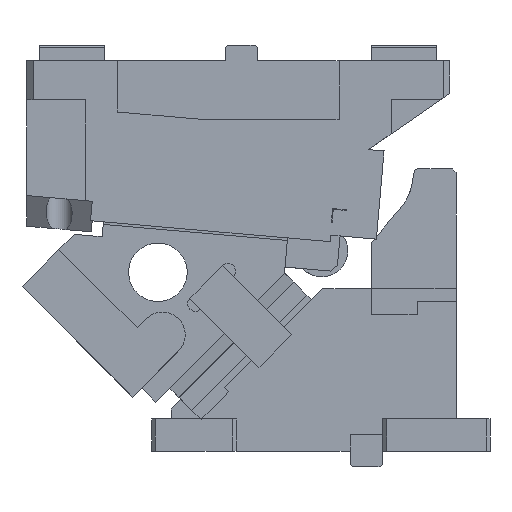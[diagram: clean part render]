
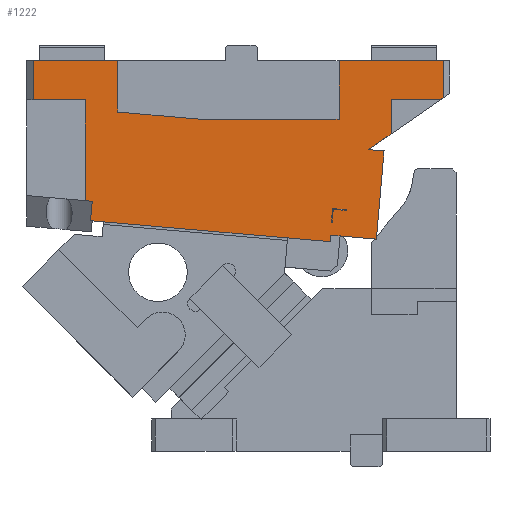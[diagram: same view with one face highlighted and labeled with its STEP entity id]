
A CAD part, left-side view. The second image highlights one B-rep face of the part: STEP entity #1222.
In plain terms, the highlighted planar face has unit normal (-1, 0, 0).
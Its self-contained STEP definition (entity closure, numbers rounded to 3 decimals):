
#150=CARTESIAN_POINT('Vertex',(-111.706,846.832,-68.277)) ;
#248=CARTESIAN_POINT('Vertex',(-111.706,789.467,-28.47)) ;
#251=CARTESIAN_POINT('Line Origine',(-111.706,790.569,-29.235)) ;
#255=CARTESIAN_POINT('Vertex',(-111.706,791.672,-30.)) ;
#276=CARTESIAN_POINT('Vertex',(-111.706,829.467,-56.226)) ;
#279=CARTESIAN_POINT('Line Origine',(-111.706,838.15,-62.252)) ;
#334=CARTESIAN_POINT('Line Origine',(-111.706,840.855,-68.8)) ;
#338=CARTESIAN_POINT('Vertex',(-111.706,834.878,-69.323)) ;
#1014=CARTESIAN_POINT('Vertex',(-111.706,789.467,0.)) ;
#1017=CARTESIAN_POINT('Line Origine',(-111.706,789.467,-14.235)) ;
#1029=CARTESIAN_POINT('Axis2P3D Location',(-111.706,945.321,-58.18)) ;
#1034=CARTESIAN_POINT('Line Origine',(-111.706,829.467,-43.113)) ;
#1038=CARTESIAN_POINT('Vertex',(-111.706,829.467,-30.)) ;
#1041=CARTESIAN_POINT('Line Origine',(-111.706,810.569,-30.)) ;
#1046=CARTESIAN_POINT('Line Origine',(-111.706,829.467,0.)) ;
#1050=CARTESIAN_POINT('Vertex',(-111.706,869.467,0.)) ;
#1053=CARTESIAN_POINT('Line Origine',(-111.706,869.467,-22.5)) ;
#1057=CARTESIAN_POINT('Vertex',(-111.706,869.467,-45.)) ;
#1060=CARTESIAN_POINT('Line Origine',(-111.706,922.334,-45.)) ;
#1064=CARTESIAN_POINT('Vertex',(-111.706,975.202,-45.)) ;
#1067=CARTESIAN_POINT('Line Origine',(-111.706,1007.334,-42.189)) ;
#1071=CARTESIAN_POINT('Vertex',(-111.706,1039.467,-39.378)) ;
#1074=CARTESIAN_POINT('Line Origine',(-111.706,1039.467,-19.689)) ;
#1078=CARTESIAN_POINT('Vertex',(-111.706,1039.467,0.)) ;
#1081=CARTESIAN_POINT('Line Origine',(-111.706,1071.967,0.)) ;
#1085=CARTESIAN_POINT('Vertex',(-111.706,1104.467,0.)) ;
#1088=CARTESIAN_POINT('Line Origine',(-111.706,1104.467,-15.)) ;
#1092=CARTESIAN_POINT('Vertex',(-111.706,1104.467,-30.)) ;
#1095=CARTESIAN_POINT('Line Origine',(-111.706,1084.467,-30.)) ;
#1099=CARTESIAN_POINT('Vertex',(-111.706,1064.467,-30.)) ;
#1102=CARTESIAN_POINT('Line Origine',(-111.706,1064.467,-68.729)) ;
#1106=CARTESIAN_POINT('Vertex',(-111.706,1064.467,-107.458)) ;
#1109=CARTESIAN_POINT('Line Origine',(-111.706,1061.781,-107.693)) ;
#1113=CARTESIAN_POINT('Vertex',(-111.706,1059.096,-107.928)) ;
#1116=CARTESIAN_POINT('Line Origine',(-111.706,1059.75,-115.399)) ;
#1120=CARTESIAN_POINT('Vertex',(-111.706,1060.403,-122.871)) ;
#1123=CARTESIAN_POINT('Line Origine',(-111.706,968.255,-130.932)) ;
#1127=CARTESIAN_POINT('Vertex',(-111.706,876.107,-138.994)) ;
#1130=CARTESIAN_POINT('Line Origine',(-111.706,875.889,-136.504)) ;
#1134=CARTESIAN_POINT('Vertex',(-111.706,875.671,-134.013)) ;
#1137=CARTESIAN_POINT('Line Origine',(-111.706,858.238,-135.539)) ;
#1141=CARTESIAN_POINT('Vertex',(-111.706,840.805,-137.064)) ;
#1144=CARTESIAN_POINT('Line Origine',(-111.706,837.841,-103.193)) ;
#1172=CARTESIAN_POINT('Line Origine',(-111.706,863.945,-114.712)) ;
#1176=CARTESIAN_POINT('Vertex',(-111.706,863.923,-114.463)) ;
#1178=CARTESIAN_POINT('Vertex',(-111.706,863.966,-114.961)) ;
#1181=CARTESIAN_POINT('Line Origine',(-111.706,868.947,-114.525)) ;
#1185=CARTESIAN_POINT('Vertex',(-111.706,873.928,-114.089)) ;
#1188=CARTESIAN_POINT('Line Origine',(-111.706,874.364,-119.07)) ;
#1192=CARTESIAN_POINT('Vertex',(-111.706,874.8,-124.051)) ;
#1195=CARTESIAN_POINT('Line Origine',(-111.706,875.049,-124.03)) ;
#1199=CARTESIAN_POINT('Vertex',(-111.706,875.298,-124.008)) ;
#1202=CARTESIAN_POINT('Line Origine',(-111.706,874.84,-118.778)) ;
#1206=CARTESIAN_POINT('Vertex',(-111.706,874.383,-113.548)) ;
#1209=CARTESIAN_POINT('Line Origine',(-111.706,869.153,-114.005)) ;
#252=DIRECTION('Vector Direction',(0.,0.822,-0.57)) ;
#280=DIRECTION('Vector Direction',(0.,0.822,-0.57)) ;
#335=DIRECTION('Vector Direction',(0.,0.996,0.087)) ;
#1018=DIRECTION('Vector Direction',(0.,0.,-1.)) ;
#1030=DIRECTION('Axis2P3D Direction',(1.,0.,0.)) ;
#1031=DIRECTION('Axis2P3D XDirection',(0.,1.,0.)) ;
#1035=DIRECTION('Vector Direction',(0.,0.,1.)) ;
#1042=DIRECTION('Vector Direction',(0.,-1.,0.)) ;
#1047=DIRECTION('Vector Direction',(0.,-1.,0.)) ;
#1054=DIRECTION('Vector Direction',(0.,0.,-1.)) ;
#1061=DIRECTION('Vector Direction',(0.,1.,0.)) ;
#1068=DIRECTION('Vector Direction',(0.,0.996,0.087)) ;
#1075=DIRECTION('Vector Direction',(0.,0.,1.)) ;
#1082=DIRECTION('Vector Direction',(0.,1.,0.)) ;
#1089=DIRECTION('Vector Direction',(0.,0.,1.)) ;
#1096=DIRECTION('Vector Direction',(0.,-1.,0.)) ;
#1103=DIRECTION('Vector Direction',(0.,0.,-1.)) ;
#1110=DIRECTION('Vector Direction',(0.,-0.996,-0.087)) ;
#1117=DIRECTION('Vector Direction',(0.,-0.087,0.996)) ;
#1124=DIRECTION('Vector Direction',(0.,-0.996,-0.087)) ;
#1131=DIRECTION('Vector Direction',(0.,0.087,-0.996)) ;
#1138=DIRECTION('Vector Direction',(0.,-0.996,-0.087)) ;
#1145=DIRECTION('Vector Direction',(0.,0.087,-0.996)) ;
#1173=DIRECTION('Vector Direction',(0.,0.087,-0.996)) ;
#1182=DIRECTION('Vector Direction',(0.,-0.996,-0.087)) ;
#1189=DIRECTION('Vector Direction',(0.,-0.087,0.996)) ;
#1196=DIRECTION('Vector Direction',(0.,0.996,0.087)) ;
#1203=DIRECTION('Vector Direction',(0.,-0.087,0.996)) ;
#1210=DIRECTION('Vector Direction',(0.,-0.996,-0.087)) ;
#1032=AXIS2_PLACEMENT_3D('Plane Axis2P3D',#1029,#1030,#1031) ;
#1150=ORIENTED_EDGE('',*,*,#283,.F.) ;
#1151=ORIENTED_EDGE('',*,*,#1040,.T.) ;
#1152=ORIENTED_EDGE('',*,*,#1045,.T.) ;
#1153=ORIENTED_EDGE('',*,*,#257,.F.) ;
#1154=ORIENTED_EDGE('',*,*,#1021,.F.) ;
#1155=ORIENTED_EDGE('',*,*,#1052,.F.) ;
#1156=ORIENTED_EDGE('',*,*,#1059,.T.) ;
#1157=ORIENTED_EDGE('',*,*,#1066,.T.) ;
#1158=ORIENTED_EDGE('',*,*,#1073,.T.) ;
#1159=ORIENTED_EDGE('',*,*,#1080,.T.) ;
#1160=ORIENTED_EDGE('',*,*,#1087,.T.) ;
#1161=ORIENTED_EDGE('',*,*,#1094,.F.) ;
#1162=ORIENTED_EDGE('',*,*,#1101,.T.) ;
#1163=ORIENTED_EDGE('',*,*,#1108,.T.) ;
#1164=ORIENTED_EDGE('',*,*,#1115,.T.) ;
#1165=ORIENTED_EDGE('',*,*,#1122,.F.) ;
#1166=ORIENTED_EDGE('',*,*,#1129,.T.) ;
#1167=ORIENTED_EDGE('',*,*,#1136,.F.) ;
#1168=ORIENTED_EDGE('',*,*,#1143,.T.) ;
#1169=ORIENTED_EDGE('',*,*,#1148,.F.) ;
#1170=ORIENTED_EDGE('',*,*,#340,.T.) ;
#1215=ORIENTED_EDGE('',*,*,#1180,.T.) ;
#1216=ORIENTED_EDGE('',*,*,#1187,.F.) ;
#1217=ORIENTED_EDGE('',*,*,#1194,.F.) ;
#1218=ORIENTED_EDGE('',*,*,#1201,.T.) ;
#1219=ORIENTED_EDGE('',*,*,#1208,.T.) ;
#1220=ORIENTED_EDGE('',*,*,#1213,.T.) ;
#1221=FACE_BOUND('',#1214,.T.) ;
#253=VECTOR('Line Direction',#252,1.) ;
#281=VECTOR('Line Direction',#280,1.) ;
#336=VECTOR('Line Direction',#335,1.) ;
#1019=VECTOR('Line Direction',#1018,1.) ;
#1036=VECTOR('Line Direction',#1035,1.) ;
#1043=VECTOR('Line Direction',#1042,1.) ;
#1048=VECTOR('Line Direction',#1047,1.) ;
#1055=VECTOR('Line Direction',#1054,1.) ;
#1062=VECTOR('Line Direction',#1061,1.) ;
#1069=VECTOR('Line Direction',#1068,1.) ;
#1076=VECTOR('Line Direction',#1075,1.) ;
#1083=VECTOR('Line Direction',#1082,1.) ;
#1090=VECTOR('Line Direction',#1089,1.) ;
#1097=VECTOR('Line Direction',#1096,1.) ;
#1104=VECTOR('Line Direction',#1103,1.) ;
#1111=VECTOR('Line Direction',#1110,1.) ;
#1118=VECTOR('Line Direction',#1117,1.) ;
#1125=VECTOR('Line Direction',#1124,1.) ;
#1132=VECTOR('Line Direction',#1131,1.) ;
#1139=VECTOR('Line Direction',#1138,1.) ;
#1146=VECTOR('Line Direction',#1145,1.) ;
#1174=VECTOR('Line Direction',#1173,1.) ;
#1183=VECTOR('Line Direction',#1182,1.) ;
#1190=VECTOR('Line Direction',#1189,1.) ;
#1197=VECTOR('Line Direction',#1196,1.) ;
#1204=VECTOR('Line Direction',#1203,1.) ;
#1211=VECTOR('Line Direction',#1210,1.) ;
#1222=ADVANCED_FACE('CAM HOLDER',(#1171,#1221),#1033,.F.) ;
#257=EDGE_CURVE('',#249,#256,#254,.T.) ;
#283=EDGE_CURVE('',#277,#151,#282,.T.) ;
#340=EDGE_CURVE('',#339,#151,#337,.T.) ;
#1021=EDGE_CURVE('',#1015,#249,#1020,.T.) ;
#1040=EDGE_CURVE('',#277,#1039,#1037,.T.) ;
#1045=EDGE_CURVE('',#1039,#256,#1044,.T.) ;
#1052=EDGE_CURVE('',#1051,#1015,#1049,.T.) ;
#1059=EDGE_CURVE('',#1051,#1058,#1056,.T.) ;
#1066=EDGE_CURVE('',#1058,#1065,#1063,.T.) ;
#1073=EDGE_CURVE('',#1065,#1072,#1070,.T.) ;
#1080=EDGE_CURVE('',#1072,#1079,#1077,.T.) ;
#1087=EDGE_CURVE('',#1079,#1086,#1084,.T.) ;
#1094=EDGE_CURVE('',#1093,#1086,#1091,.T.) ;
#1101=EDGE_CURVE('',#1093,#1100,#1098,.T.) ;
#1108=EDGE_CURVE('',#1100,#1107,#1105,.T.) ;
#1115=EDGE_CURVE('',#1107,#1114,#1112,.T.) ;
#1122=EDGE_CURVE('',#1121,#1114,#1119,.T.) ;
#1129=EDGE_CURVE('',#1121,#1128,#1126,.T.) ;
#1136=EDGE_CURVE('',#1135,#1128,#1133,.T.) ;
#1143=EDGE_CURVE('',#1135,#1142,#1140,.T.) ;
#1148=EDGE_CURVE('',#339,#1142,#1147,.T.) ;
#1180=EDGE_CURVE('',#1177,#1179,#1175,.T.) ;
#1187=EDGE_CURVE('',#1186,#1179,#1184,.T.) ;
#1194=EDGE_CURVE('',#1193,#1186,#1191,.T.) ;
#1201=EDGE_CURVE('',#1193,#1200,#1198,.T.) ;
#1208=EDGE_CURVE('',#1200,#1207,#1205,.T.) ;
#1213=EDGE_CURVE('',#1207,#1177,#1212,.T.) ;
#1149=EDGE_LOOP('',(#1150,#1151,#1152,#1153,#1154,#1155,#1156,#1157,#1158,#1159,#1160,#1161,#1162,#1163,#1164,#1165,#1166,#1167,#1168,#1169,#1170)) ;
#1214=EDGE_LOOP('',(#1215,#1216,#1217,#1218,#1219,#1220)) ;
#1171=FACE_OUTER_BOUND('',#1149,.T.) ;
#254=LINE('Line',#251,#253) ;
#282=LINE('Line',#279,#281) ;
#337=LINE('Line',#334,#336) ;
#1020=LINE('Line',#1017,#1019) ;
#1037=LINE('Line',#1034,#1036) ;
#1044=LINE('Line',#1041,#1043) ;
#1049=LINE('Line',#1046,#1048) ;
#1056=LINE('Line',#1053,#1055) ;
#1063=LINE('Line',#1060,#1062) ;
#1070=LINE('Line',#1067,#1069) ;
#1077=LINE('Line',#1074,#1076) ;
#1084=LINE('Line',#1081,#1083) ;
#1091=LINE('Line',#1088,#1090) ;
#1098=LINE('Line',#1095,#1097) ;
#1105=LINE('Line',#1102,#1104) ;
#1112=LINE('Line',#1109,#1111) ;
#1119=LINE('Line',#1116,#1118) ;
#1126=LINE('Line',#1123,#1125) ;
#1133=LINE('Line',#1130,#1132) ;
#1140=LINE('Line',#1137,#1139) ;
#1147=LINE('Line',#1144,#1146) ;
#1175=LINE('Line',#1172,#1174) ;
#1184=LINE('Line',#1181,#1183) ;
#1191=LINE('Line',#1188,#1190) ;
#1198=LINE('Line',#1195,#1197) ;
#1205=LINE('Line',#1202,#1204) ;
#1212=LINE('Line',#1209,#1211) ;
#1033=PLANE('Plane',#1032) ;
#151=VERTEX_POINT('',#150) ;
#249=VERTEX_POINT('',#248) ;
#256=VERTEX_POINT('',#255) ;
#277=VERTEX_POINT('',#276) ;
#339=VERTEX_POINT('',#338) ;
#1015=VERTEX_POINT('',#1014) ;
#1039=VERTEX_POINT('',#1038) ;
#1051=VERTEX_POINT('',#1050) ;
#1058=VERTEX_POINT('',#1057) ;
#1065=VERTEX_POINT('',#1064) ;
#1072=VERTEX_POINT('',#1071) ;
#1079=VERTEX_POINT('',#1078) ;
#1086=VERTEX_POINT('',#1085) ;
#1093=VERTEX_POINT('',#1092) ;
#1100=VERTEX_POINT('',#1099) ;
#1107=VERTEX_POINT('',#1106) ;
#1114=VERTEX_POINT('',#1113) ;
#1121=VERTEX_POINT('',#1120) ;
#1128=VERTEX_POINT('',#1127) ;
#1135=VERTEX_POINT('',#1134) ;
#1142=VERTEX_POINT('',#1141) ;
#1177=VERTEX_POINT('',#1176) ;
#1179=VERTEX_POINT('',#1178) ;
#1186=VERTEX_POINT('',#1185) ;
#1193=VERTEX_POINT('',#1192) ;
#1200=VERTEX_POINT('',#1199) ;
#1207=VERTEX_POINT('',#1206) ;
